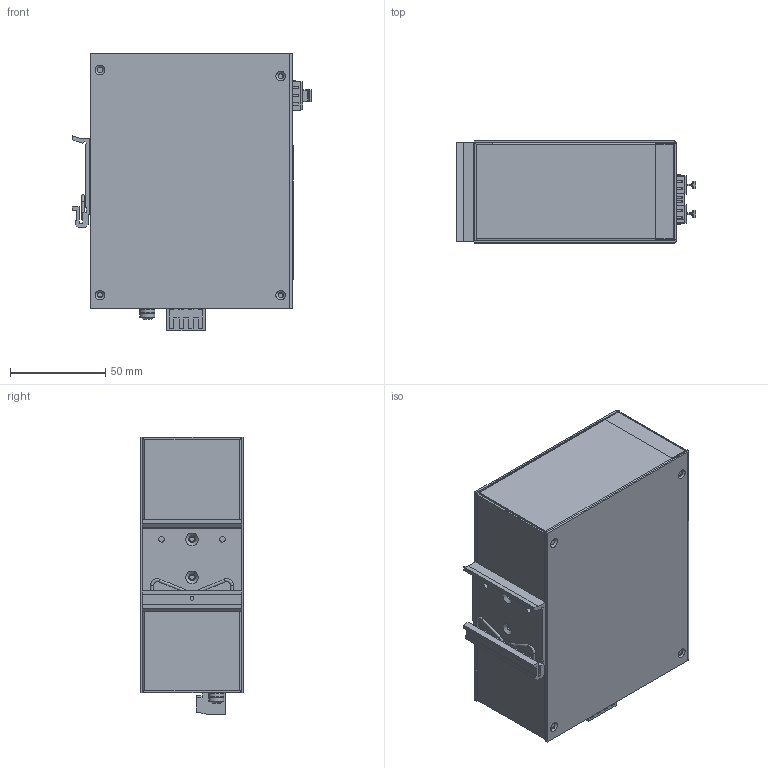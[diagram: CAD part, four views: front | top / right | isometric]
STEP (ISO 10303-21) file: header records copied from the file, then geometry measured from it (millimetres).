
FILE_DESCRIPTION (( 'STEP AP214' ), '1' );
FILE_NAME ('SE2-SW10UG-2P-T.STEP', '2018-06-28T15:20:42', ( '' ), ( '' ), 'SwSTEP 2.0', 'SolidWorks 2017', '' );
FILE_SCHEMA (( 'AUTOMOTIVE_DESIGN' ));
Length unit declared in the file: inch
Products named in the file (1): SE2-SW10UG-2P-T
Bounding box: 125.72 x 53.6 x 145.5 mm (x, y, z)
Volume: 129522.4 mm3; surface area: 177150.2 mm2
Topology: 32 solids, 32 shells, 1643 faces, 4522 edges, 3027 vertices
Faces by surface type: plane 1159, cylinder 350, bspline 78, cone 40, sphere 8, torus 8
Full cylindrical faces by diameter (mm): 0.6 x4, 1.3 x8, 1.5 x6, 2 x1, 2.5 x12, 2.794 x8, 3 x8, 3.048 x6, 3.5 x14, 3.6 x4, 3.8 x4, 4 x14, 6.3 x12, 8 x2
Entity records: 78324 total; most frequent: CARTESIAN_POINT 16230, ORIENTED_EDGE 8292, DIRECTION 7847, EDGE_CURVE 4146, LINE 3233, VECTOR 3233, VERTEX_POINT 2879, AXIS2_PLACEMENT_3D 2307
